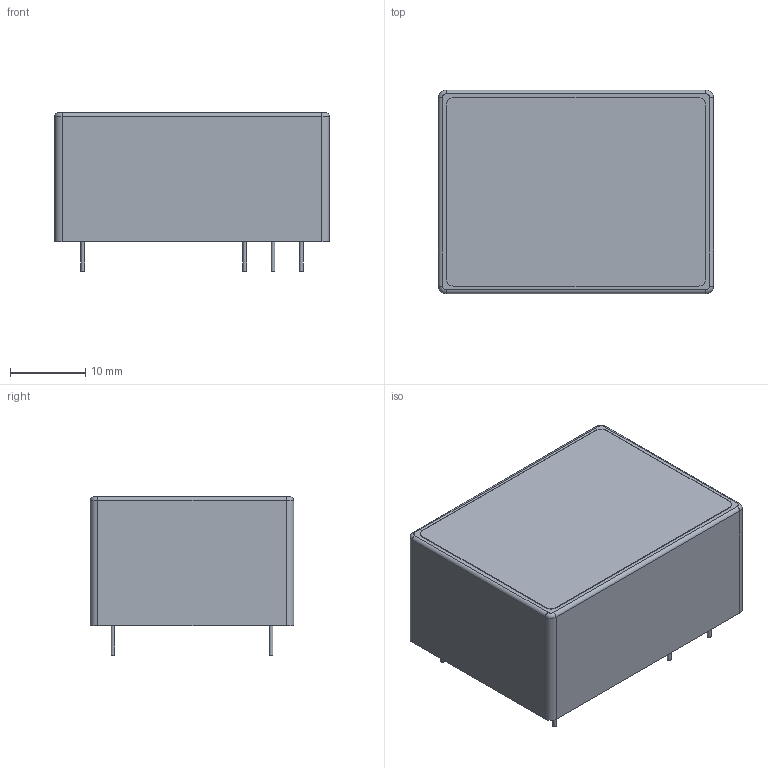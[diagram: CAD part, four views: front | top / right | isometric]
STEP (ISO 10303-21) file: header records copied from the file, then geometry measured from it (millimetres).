
FILE_DESCRIPTION(/* description */ ('model of Converter_ACDC_TRACO_TMLM-04_THT'),/* implementation_level */ '2;1');
FILE_NAME(/* name */ 'Converter_ACDC_TRACO_TMLM-04_THT.step',/* time_stamp */ '2018-04-09T21:29:02',/* author */ ('kicad StepUp','ksu'),/* organization */ ('FreeCAD'),/* preprocessor_version */ 'OCC',/* originating_system */ 'kicad StepUp',/* authorisation */ '');
FILE_SCHEMA(('AUTOMOTIVE_DESIGN { 1 0 10303 214 1 1 1 1 }'));
Length unit declared in the file: millimetre
Products named in the file (1): Converter_ACDC_TRACO_TMLM_04_THT
Bounding box: 36.5 x 27 x 21.2 mm (x, y, z)
Volume: 16922.3 mm3; surface area: 4139.8 mm2
Topology: 1 solids, 1 shells, 48 faces, 99 edges, 61 vertices
Faces by surface type: cylinder 19, plane 18, torus 11
Full cylindrical faces by diameter (mm): 0.5 x7
Entity records: 1629 total; most frequent: DIRECTION 253, CARTESIAN_POINT 209, ORIENTED_EDGE 198, AXIS2_PLACEMENT_3D 105, EDGE_CURVE 99, VERTEX_POINT 61, FACE_BOUND 56, EDGE_LOOP 56
